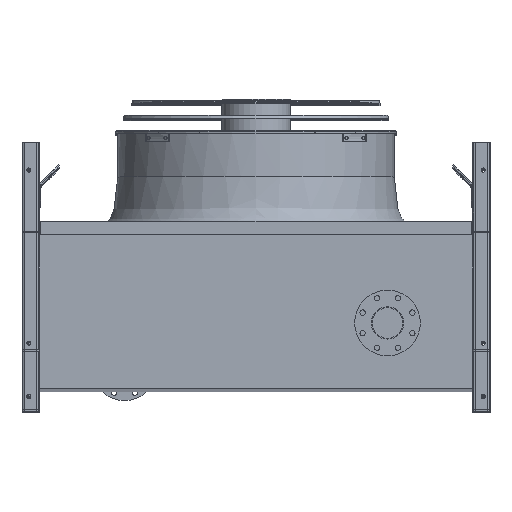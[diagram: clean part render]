
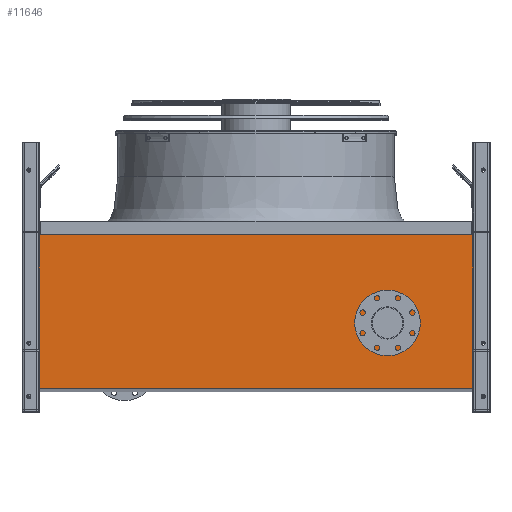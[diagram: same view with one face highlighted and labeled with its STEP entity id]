
A CAD part, top view. The second image highlights one B-rep face of the part: STEP entity #11646.
In plain terms, the highlighted planar face has unit normal (0, 0, 1).
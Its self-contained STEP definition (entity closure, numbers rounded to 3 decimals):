
#101 = DIRECTION ( 'NONE',  ( 1., 0., 0. ) ) ;
#598 = CARTESIAN_POINT ( 'NONE',  ( 0., 0., 240. ) ) ;
#685 = PLANE ( 'NONE',  #14854 ) ;
#833 = ORIENTED_EDGE ( 'NONE', *, *, #6268, .F. ) ;
#2203 = CARTESIAN_POINT ( 'NONE',  ( 725., 0., 240. ) ) ;
#2775 = DIRECTION ( 'NONE',  ( 0., -1., 0. ) ) ;
#2802 = CARTESIAN_POINT ( 'NONE',  ( -725., 515., 240. ) ) ;
#3723 = DIRECTION ( 'NONE',  ( 1., 0., 0. ) ) ;
#3780 = DIRECTION ( 'NONE',  ( 0., 0., 1. ) ) ;
#3814 = CARTESIAN_POINT ( 'NONE',  ( 440., 220., 240. ) ) ;
#4173 = LINE ( 'NONE', #15932, #9448 ) ;
#5257 = EDGE_CURVE ( 'NONE', #22444, #16186, #16111, .T. ) ;
#5303 = EDGE_CURVE ( 'NONE', #9543, #22444, #21874, .T. ) ;
#5317 = AXIS2_PLACEMENT_3D ( 'NONE', #3814, #3780, #3723 ) ;
#5319 = DIRECTION ( 'NONE',  ( 0., 0., 1. ) ) ;
#5829 = EDGE_CURVE ( 'NONE', #16186, #20871, #15607, .T. ) ;
#5878 = EDGE_CURVE ( 'NONE', #20871, #9543, #4173, .T. ) ;
#6268 = EDGE_CURVE ( 'NONE', #13025, #13025, #20768, .T. ) ;
#9333 = CARTESIAN_POINT ( 'NONE',  ( -725., 0., 240. ) ) ;
#9383 = DIRECTION ( 'NONE',  ( 1., 0., 0. ) ) ;
#9448 = VECTOR ( 'NONE', #16158, 1000. ) ;
#9543 = VERTEX_POINT ( 'NONE', #23001 ) ;
#11646 = ADVANCED_FACE ( 'NONE', ( #13098, #21169 ), #685, .T. ) ;
#11748 = EDGE_LOOP ( 'NONE', ( #833 ) ) ;
#13025 = VERTEX_POINT ( 'NONE', #17103 ) ;
#13098 = FACE_OUTER_BOUND ( 'NONE', #22343, .T. ) ;
#14854 = AXIS2_PLACEMENT_3D ( 'NONE', #598, #5319, #101 ) ;
#15091 = VECTOR ( 'NONE', #9383, 1000. ) ;
#15607 = LINE ( 'NONE', #17951, #19062 ) ;
#15707 = ORIENTED_EDGE ( 'NONE', *, *, #5878, .T. ) ;
#15932 = CARTESIAN_POINT ( 'NONE',  ( 725., 515., 240. ) ) ;
#16111 = LINE ( 'NONE', #9333, #15091 ) ;
#16158 = DIRECTION ( 'NONE',  ( -1., 0., 0. ) ) ;
#16186 = VERTEX_POINT ( 'NONE', #2203 ) ;
#16407 = CARTESIAN_POINT ( 'NONE',  ( 725., 515., 240. ) ) ;
#17103 = CARTESIAN_POINT ( 'NONE',  ( 494., 220., 240. ) ) ;
#17888 = DIRECTION ( 'NONE',  ( 0., 1., 0. ) ) ;
#17951 = CARTESIAN_POINT ( 'NONE',  ( 725., 0., 240. ) ) ;
#19062 = VECTOR ( 'NONE', #17888, 1000. ) ;
#19998 = CARTESIAN_POINT ( 'NONE',  ( -725., 0., 240. ) ) ;
#20116 = ORIENTED_EDGE ( 'NONE', *, *, #5303, .T. ) ;
#20644 = ORIENTED_EDGE ( 'NONE', *, *, #5829, .T. ) ;
#20768 = CIRCLE ( 'NONE', #5317, 54. ) ;
#20871 = VERTEX_POINT ( 'NONE', #16407 ) ;
#21169 = FACE_BOUND ( 'NONE', #11748, .T. ) ;
#21439 = VECTOR ( 'NONE', #2775, 1000. ) ;
#21713 = ORIENTED_EDGE ( 'NONE', *, *, #5257, .T. ) ;
#21874 = LINE ( 'NONE', #2802, #21439 ) ;
#22343 = EDGE_LOOP ( 'NONE', ( #20116, #21713, #20644, #15707 ) ) ;
#22444 = VERTEX_POINT ( 'NONE', #19998 ) ;
#23001 = CARTESIAN_POINT ( 'NONE',  ( -725., 515., 240. ) ) ;
